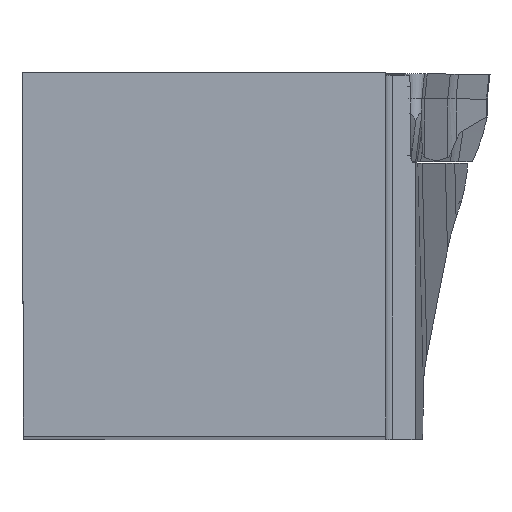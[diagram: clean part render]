
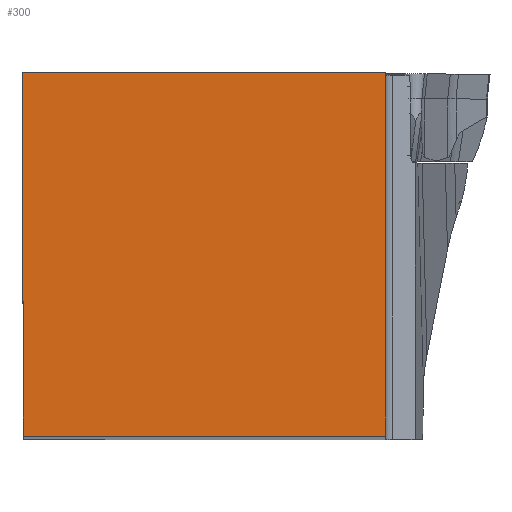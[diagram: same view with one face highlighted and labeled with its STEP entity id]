
A CAD part, top view. The second image highlights one B-rep face of the part: STEP entity #300.
In plain terms, the highlighted planar face has unit normal (0, 0, 1).
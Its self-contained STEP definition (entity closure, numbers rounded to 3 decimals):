
#300=ADVANCED_FACE('CU_BACK_SU1',(#435),#390,.F.);
#390=PLANE('',#1946);
#435=FACE_OUTER_BOUND('',#530,.T.);
#530=EDGE_LOOP('',(#959,#960,#961,#962));
#634=LINE('',#2524,#768);
#639=LINE('',#2536,#773);
#645=LINE('',#2550,#779);
#650=LINE('',#2560,#784);
#768=VECTOR('',#2111,1.);
#773=VECTOR('',#2120,1.);
#779=VECTOR('',#2130,1.);
#784=VECTOR('',#2141,1.);
#959=ORIENTED_EDGE('',*,*,#1619,.T.);
#960=ORIENTED_EDGE('',*,*,#1638,.F.);
#961=ORIENTED_EDGE('',*,*,#1625,.T.);
#962=ORIENTED_EDGE('',*,*,#1632,.T.);
#1436=VERTEX_POINT('',#2523);
#1437=VERTEX_POINT('',#2525);
#1441=VERTEX_POINT('',#2535);
#1442=VERTEX_POINT('',#2537);
#1619=EDGE_CURVE('',#1437,#1436,#634,.T.);
#1625=EDGE_CURVE('',#1442,#1441,#639,.T.);
#1632=EDGE_CURVE('',#1441,#1437,#645,.T.);
#1638=EDGE_CURVE('',#1442,#1436,#650,.T.);
#1946=AXIS2_PLACEMENT_3D('',#2561,#2142,#2143);
#2111=DIRECTION('',(1.,0.,0.));
#2120=DIRECTION('',(-1.,0.,0.));
#2130=DIRECTION('',(0.004,-1.,0.));
#2141=DIRECTION('',(0.,-1.,0.));
#2142=DIRECTION('',(0.,0.,-1.));
#2143=DIRECTION('',(0.,-1.,0.));
#2523=CARTESIAN_POINT('',(24.875,0.,0.));
#2524=CARTESIAN_POINT('',(-17.744,0.,0.));
#2525=CARTESIAN_POINT('',(0.109,0.,0.));
#2535=CARTESIAN_POINT('',(0.,24.875,0.));
#2536=CARTESIAN_POINT('',(-17.744,24.875,0.));
#2537=CARTESIAN_POINT('',(24.875,24.875,0.));
#2550=CARTESIAN_POINT('',(-0.066,39.952,0.));
#2560=CARTESIAN_POINT('',(24.875,39.875,0.));
#2561=CARTESIAN_POINT('',(-17.744,39.875,0.));
